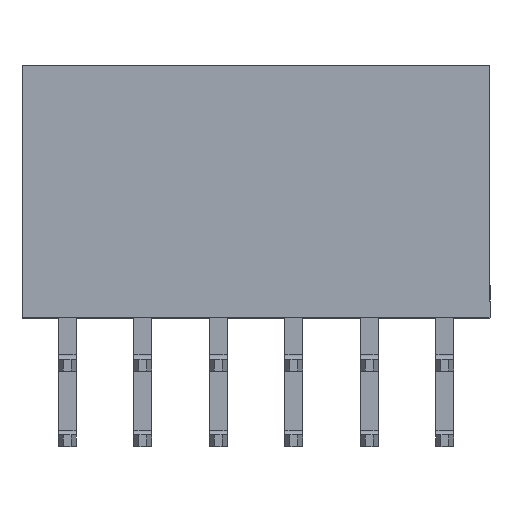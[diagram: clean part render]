
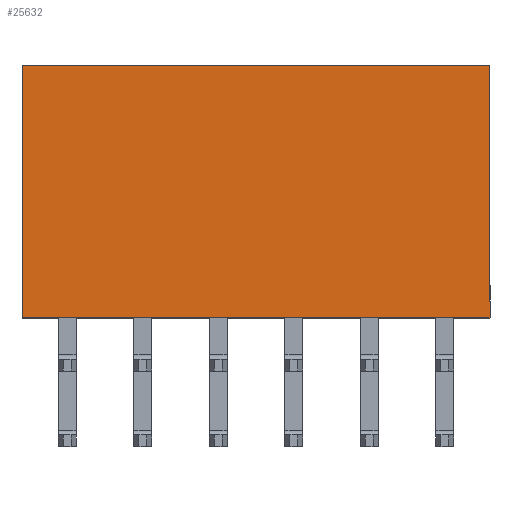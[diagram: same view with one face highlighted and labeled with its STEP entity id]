
A CAD part, top view. The second image highlights one B-rep face of the part: STEP entity #25632.
In plain terms, the highlighted planar face has unit normal (0, 0, 1).
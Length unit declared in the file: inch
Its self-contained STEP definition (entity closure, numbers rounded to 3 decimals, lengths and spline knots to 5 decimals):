
#158 = VECTOR ( 'NONE', #6491, 39.37008 ) ;
#998 = CARTESIAN_POINT ( 'NONE',  ( -0.03239, -0.00669, 0. ) ) ;
#1329 = CARTESIAN_POINT ( 'NONE',  ( 0.61969, 0., 0. ) ) ;
#2497 = LINE ( 'NONE', #10257, #18675 ) ;
#3710 = CARTESIAN_POINT ( 'NONE',  ( 0., 0.33465, 0. ) ) ;
#4366 = CARTESIAN_POINT ( 'NONE',  ( -0.03239, 0., 0. ) ) ;
#5993 = AXIS2_PLACEMENT_3D ( 'NONE', #998, #24521, #11891 ) ;
#6491 = DIRECTION ( 'NONE',  ( 1., 0., 0. ) ) ;
#7378 = EDGE_CURVE ( 'NONE', #19253, #14091, #11543, .T. ) ;
#7857 = ORIENTED_EDGE ( 'NONE', *, *, #9944, .F. ) ;
#9944 = EDGE_CURVE ( 'NONE', #22207, #13482, #22272, .T. ) ;
#10257 = CARTESIAN_POINT ( 'NONE',  ( 0., -0.00669, 0. ) ) ;
#11056 = VECTOR ( 'NONE', #18179, 39.37008 ) ;
#11444 = EDGE_LOOP ( 'NONE', ( #14857, #20817, #7857, #22893 ) ) ;
#11543 = LINE ( 'NONE', #4366, #158 ) ;
#11891 = DIRECTION ( 'NONE',  ( 1., 0., 0. ) ) ;
#13482 = VERTEX_POINT ( 'NONE', #15995 ) ;
#13519 = CARTESIAN_POINT ( 'NONE',  ( 0.61969, -0.00669, 0. ) ) ;
#13637 = LINE ( 'NONE', #13519, #17875 ) ;
#14091 = VERTEX_POINT ( 'NONE', #1329 ) ;
#14857 = ORIENTED_EDGE ( 'NONE', *, *, #7378, .T. ) ;
#15995 = CARTESIAN_POINT ( 'NONE',  ( 0.61969, 0.33465, 0. ) ) ;
#16676 = DIRECTION ( 'NONE',  ( 0., 1., 0. ) ) ;
#17107 = FACE_OUTER_BOUND ( 'NONE', #11444, .T. ) ;
#17875 = VECTOR ( 'NONE', #24024, 39.37008 ) ;
#18060 = EDGE_CURVE ( 'NONE', #19253, #22207, #2497, .T. ) ;
#18179 = DIRECTION ( 'NONE',  ( 1., 0., 0. ) ) ;
#18675 = VECTOR ( 'NONE', #16676, 39.37008 ) ;
#18831 = CARTESIAN_POINT ( 'NONE',  ( 0., 0., 0. ) ) ;
#19253 = VERTEX_POINT ( 'NONE', #18831 ) ;
#20817 = ORIENTED_EDGE ( 'NONE', *, *, #23728, .F. ) ;
#22207 = VERTEX_POINT ( 'NONE', #3710 ) ;
#22272 = LINE ( 'NONE', #24502, #11056 ) ;
#22403 = PLANE ( 'NONE',  #5993 ) ;
#22893 = ORIENTED_EDGE ( 'NONE', *, *, #18060, .F. ) ;
#23728 = EDGE_CURVE ( 'NONE', #13482, #14091, #13637, .T. ) ;
#24024 = DIRECTION ( 'NONE',  ( 0., -1., 0. ) ) ;
#24502 = CARTESIAN_POINT ( 'NONE',  ( -0.03239, 0.33465, 0. ) ) ;
#24521 = DIRECTION ( 'NONE',  ( 0., 0., 1. ) ) ;
#25632 = ADVANCED_FACE ( 'NONE', ( #17107 ), #22403, .T. ) ;
